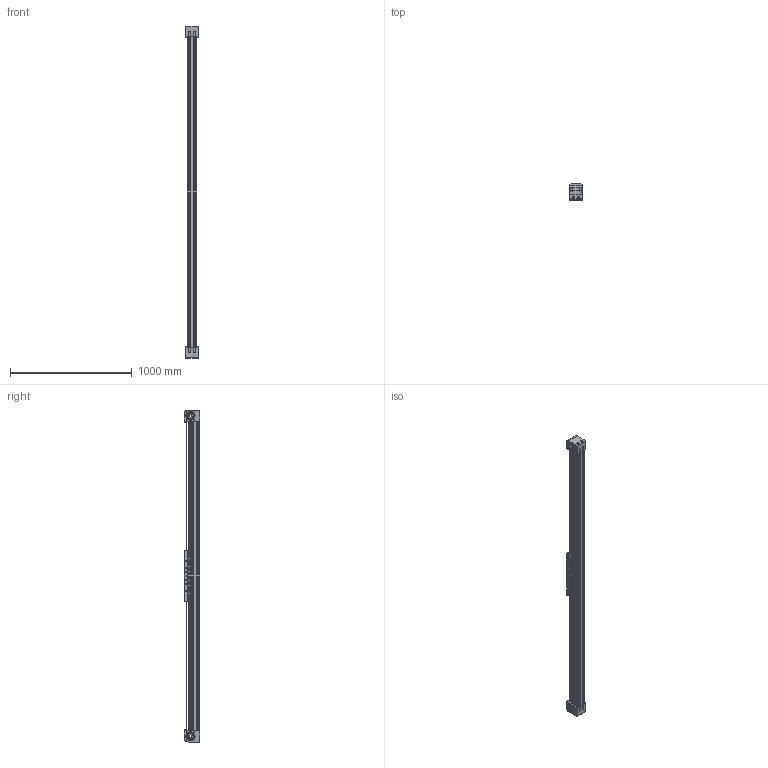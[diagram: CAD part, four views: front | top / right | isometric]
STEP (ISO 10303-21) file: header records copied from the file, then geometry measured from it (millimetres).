
FILE_DESCRIPTION (( 'STEP AP214' ), '1' );
FILE_NAME ('BLM80-2100.STEP', '2023-03-14T07:51:00', ( '' ), ( '' ), 'SwSTEP 2.0', 'SolidWorks 2023', '' );
FILE_SCHEMA (( 'AUTOMOTIVE_DESIGN' ));
Length unit declared in the file: millimetre
Products named in the file (1): BLM80-2100
Bounding box: 100 x 130 x 2724 mm (x, y, z)
Volume: 17567466.5 mm3; surface area: 2623191.9 mm2
Topology: 49 solids, 57 shells, 5425 faces, 15297 edges, 10053 vertices
Faces by surface type: plane 3033, cylinder 2064, torus 152, sphere 100, cone 52, bspline 24
Entity records: 240336 total; most frequent: CARTESIAN_POINT 37132, DIRECTION 30254, ORIENTED_EDGE 29986, EDGE_CURVE 14993, AXIS2_PLACEMENT_3D 10145, VECTOR 9964, LINE 9964, VERTEX_POINT 9861
